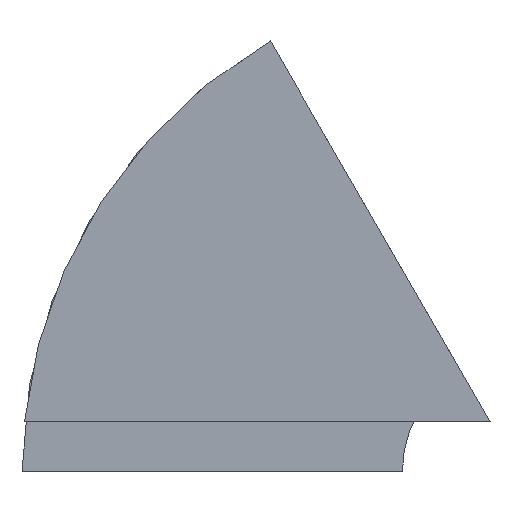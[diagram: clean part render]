
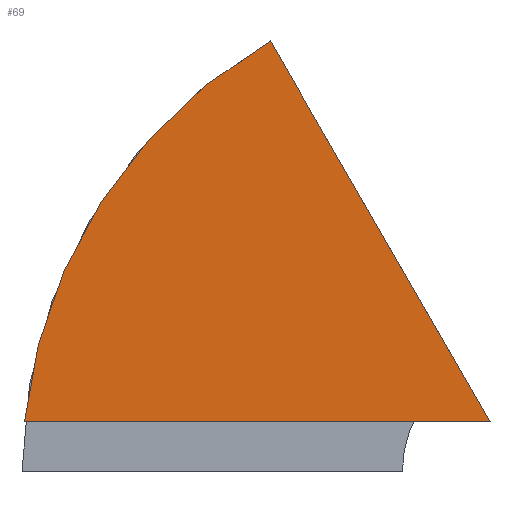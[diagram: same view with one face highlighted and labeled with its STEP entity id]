
A CAD part, left-side view. The second image highlights one B-rep face of the part: STEP entity #69.
In plain terms, the highlighted planar face has unit normal (-1, 0, 0).
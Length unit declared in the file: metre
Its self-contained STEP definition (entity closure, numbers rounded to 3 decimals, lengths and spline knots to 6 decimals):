
#69=ADVANCED_FACE('0:15476',(#89),#90,.T.);
#89=FACE_OUTER_BOUND('',#113,.T.);
#90=PLANE('',#114);
#113=EDGE_LOOP('',(#167,#168,#169));
#114=AXIS2_PLACEMENT_3D('',#170,#171,#172);
#167=ORIENTED_EDGE('',*,*,#214,.T.);
#168=ORIENTED_EDGE('',*,*,#215,.T.);
#169=ORIENTED_EDGE('',*,*,#216,.F.);
#170=CARTESIAN_POINT('',(-0.5,0.0525,0.0));
#171=DIRECTION('',(-1.0,0.0,0.0));
#172=DIRECTION('',(0.0,-1.0,0.0));
#214=EDGE_CURVE('0:7987',#243,#244,#245,.F.);
#215=EDGE_CURVE('0:15533',#244,#246,#247,.T.);
#216=EDGE_CURVE('0:7963',#243,#246,#248,.T.);
#243=VERTEX_POINT('',#286);
#244=VERTEX_POINT('',#287);
#245=LINE('',#288,#289);
#246=VERTEX_POINT('',#290);
#247=LINE('',#291,#292);
#248=CIRCLE('',#293,0.1);
#286=CARTESIAN_POINT('',(-0.5,0.099499,0.01));
#287=CARTESIAN_POINT('',(-0.5,0.005774,0.01));
#288=CARTESIAN_POINT('',(-0.5,0.0546,0.01));
#289=VECTOR('',#328,1.0);
#290=CARTESIAN_POINT('',(-0.5,0.05,0.086603));
#291=CARTESIAN_POINT('',(-0.5,0.05,0.086603));
#292=VECTOR('',#329,1.0);
#293=AXIS2_PLACEMENT_3D('',#330,#331,#332);
#328=DIRECTION('',(0.0,1.0,0.0));
#329=DIRECTION('',(0.0,0.5,0.866));
#330=CARTESIAN_POINT('',(-0.5,0.0,0.0));
#331=DIRECTION('',(1.0,-0.0,0.0));
#332=DIRECTION('',(0.0,1.0,0.0));
